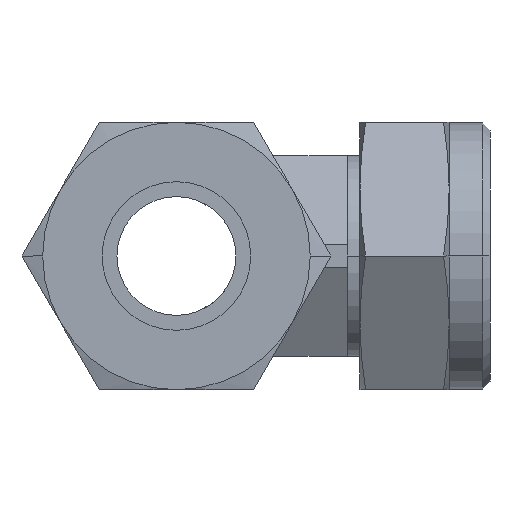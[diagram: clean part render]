
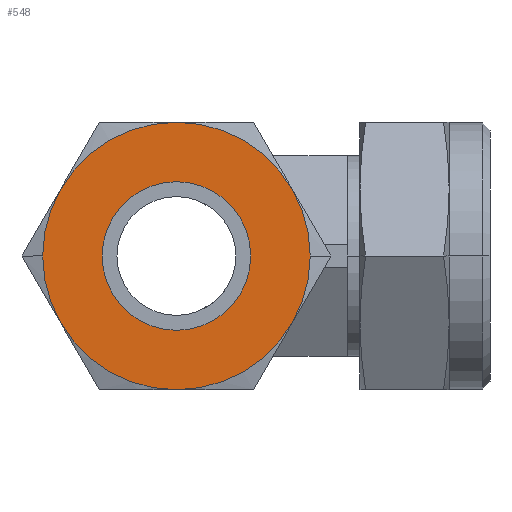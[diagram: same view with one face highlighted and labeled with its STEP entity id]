
A CAD part, left-side view. The second image highlights one B-rep face of the part: STEP entity #548.
In plain terms, the highlighted planar face has unit normal (-1, 0, 0).
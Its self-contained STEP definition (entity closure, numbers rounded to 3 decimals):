
#548 = ADVANCED_FACE( '', ( #1140, #1141 ), #1142, .T. );
#1140 = FACE_OUTER_BOUND( '', #1741, .T. );
#1141 = FACE_BOUND( '', #1742, .T. );
#1142 = PLANE( '', #1743 );
#1741 = EDGE_LOOP( '', ( #3867, #3868, #3869, #3870, #3871, #3872, #3873, #3874 ) );
#1742 = EDGE_LOOP( '', ( #3875, #3876 ) );
#1743 = AXIS2_PLACEMENT_3D( '', #3877, #3878, #3879 );
#3867 = ORIENTED_EDGE( '', *, *, #4570, .F. );
#3868 = ORIENTED_EDGE( '', *, *, #4571, .F. );
#3869 = ORIENTED_EDGE( '', *, *, #4566, .F. );
#3870 = ORIENTED_EDGE( '', *, *, #4567, .F. );
#3871 = ORIENTED_EDGE( '', *, *, #4527, .F. );
#3872 = ORIENTED_EDGE( '', *, *, #4568, .F. );
#3873 = ORIENTED_EDGE( '', *, *, #4569, .F. );
#3874 = ORIENTED_EDGE( '', *, *, #4523, .F. );
#3875 = ORIENTED_EDGE( '', *, *, #4577, .T. );
#3876 = ORIENTED_EDGE( '', *, *, #4507, .T. );
#3877 = CARTESIAN_POINT( '', ( -48., -14., 0. ) );
#3878 = DIRECTION( '', ( -1., 0., 0. ) );
#3879 = DIRECTION( '', ( 0., 1., 0. ) );
#4507 = EDGE_CURVE( '', #5518, #5515, #5519, .T. );
#4523 = EDGE_CURVE( '', #5543, #5546, #5547, .T. );
#4527 = EDGE_CURVE( '', #5552, #5550, #5554, .T. );
#4566 = EDGE_CURVE( '', #5570, #5589, #5615, .T. );
#4567 = EDGE_CURVE( '', #5550, #5570, #5616, .T. );
#4568 = EDGE_CURVE( '', #5602, #5552, #5617, .T. );
#4569 = EDGE_CURVE( '', #5546, #5602, #5618, .T. );
#4570 = EDGE_CURVE( '', #5582, #5543, #5619, .T. );
#4571 = EDGE_CURVE( '', #5589, #5582, #5620, .T. );
#4577 = EDGE_CURVE( '', #5515, #5518, #5626, .T. );
#5515 = VERTEX_POINT( '', #7410 );
#5518 = VERTEX_POINT( '', #7414 );
#5519 = CIRCLE( '', #7415, 10. );
#5543 = VERTEX_POINT( '', #7448 );
#5546 = VERTEX_POINT( '', #7452 );
#5547 = CIRCLE( '', #7453, 18. );
#5550 = VERTEX_POINT( '', #7465 );
#5552 = VERTEX_POINT( '', #7468 );
#5554 = CIRCLE( '', #7479, 18. );
#5570 = VERTEX_POINT( '', #7525 );
#5582 = VERTEX_POINT( '', #7575 );
#5589 = VERTEX_POINT( '', #7619 );
#5602 = VERTEX_POINT( '', #7696 );
#5615 = CIRCLE( '', #7746, 18. );
#5616 = CIRCLE( '', #7747, 18. );
#5617 = CIRCLE( '', #7748, 18. );
#5618 = CIRCLE( '', #7749, 18. );
#5619 = CIRCLE( '', #7750, 18. );
#5620 = CIRCLE( '', #7751, 18. );
#5626 = CIRCLE( '', #7757, 10. );
#7410 = CARTESIAN_POINT( '', ( -48., -10., 0. ) );
#7414 = CARTESIAN_POINT( '', ( -48., 10., 0. ) );
#7415 = AXIS2_PLACEMENT_3D( '', #8672, #8673, #8674 );
#7448 = CARTESIAN_POINT( '', ( -48., -18., 0. ) );
#7452 = CARTESIAN_POINT( '', ( -48., -15.588, -9. ) );
#7453 = AXIS2_PLACEMENT_3D( '', #8700, #8701, #8702 );
#7465 = CARTESIAN_POINT( '', ( -48., 18., 0. ) );
#7468 = CARTESIAN_POINT( '', ( -48., 15.588, -9. ) );
#7479 = AXIS2_PLACEMENT_3D( '', #8704, #8705, #8706 );
#7525 = CARTESIAN_POINT( '', ( -48., 15.588, 9. ) );
#7575 = CARTESIAN_POINT( '', ( -48., -15.588, 9. ) );
#7619 = CARTESIAN_POINT( '', ( -48., 0., 18. ) );
#7696 = CARTESIAN_POINT( '', ( -48., 0., -18. ) );
#7746 = AXIS2_PLACEMENT_3D( '', #8739, #8740, #8741 );
#7747 = AXIS2_PLACEMENT_3D( '', #8742, #8743, #8744 );
#7748 = AXIS2_PLACEMENT_3D( '', #8745, #8746, #8747 );
#7749 = AXIS2_PLACEMENT_3D( '', #8748, #8749, #8750 );
#7750 = AXIS2_PLACEMENT_3D( '', #8751, #8752, #8753 );
#7751 = AXIS2_PLACEMENT_3D( '', #8754, #8755, #8756 );
#7757 = AXIS2_PLACEMENT_3D( '', #8772, #8773, #8774 );
#8672 = CARTESIAN_POINT( '', ( -48., 0., 0. ) );
#8673 = DIRECTION( '', ( 1., 0., 0. ) );
#8674 = DIRECTION( '', ( 0., -1., 0. ) );
#8700 = CARTESIAN_POINT( '', ( -48., 0., 0. ) );
#8701 = DIRECTION( '', ( 1., 0., 0. ) );
#8702 = DIRECTION( '', ( 0., -1., 0. ) );
#8704 = CARTESIAN_POINT( '', ( -48., 0., 0. ) );
#8705 = DIRECTION( '', ( 1., 0., 0. ) );
#8706 = DIRECTION( '', ( 0., -1., 0. ) );
#8739 = CARTESIAN_POINT( '', ( -48., 0., 0. ) );
#8740 = DIRECTION( '', ( 1., 0., 0. ) );
#8741 = DIRECTION( '', ( 0., -1., 0. ) );
#8742 = CARTESIAN_POINT( '', ( -48., 0., 0. ) );
#8743 = DIRECTION( '', ( 1., 0., 0. ) );
#8744 = DIRECTION( '', ( 0., -1., 0. ) );
#8745 = CARTESIAN_POINT( '', ( -48., 0., 0. ) );
#8746 = DIRECTION( '', ( 1., 0., 0. ) );
#8747 = DIRECTION( '', ( 0., -1., 0. ) );
#8748 = CARTESIAN_POINT( '', ( -48., 0., 0. ) );
#8749 = DIRECTION( '', ( 1., 0., 0. ) );
#8750 = DIRECTION( '', ( 0., -1., 0. ) );
#8751 = CARTESIAN_POINT( '', ( -48., 0., 0. ) );
#8752 = DIRECTION( '', ( 1., 0., 0. ) );
#8753 = DIRECTION( '', ( 0., -1., 0. ) );
#8754 = CARTESIAN_POINT( '', ( -48., 0., 0. ) );
#8755 = DIRECTION( '', ( 1., 0., 0. ) );
#8756 = DIRECTION( '', ( 0., -1., 0. ) );
#8772 = CARTESIAN_POINT( '', ( -48., 0., 0. ) );
#8773 = DIRECTION( '', ( 1., 0., 0. ) );
#8774 = DIRECTION( '', ( 0., -1., 0. ) );
